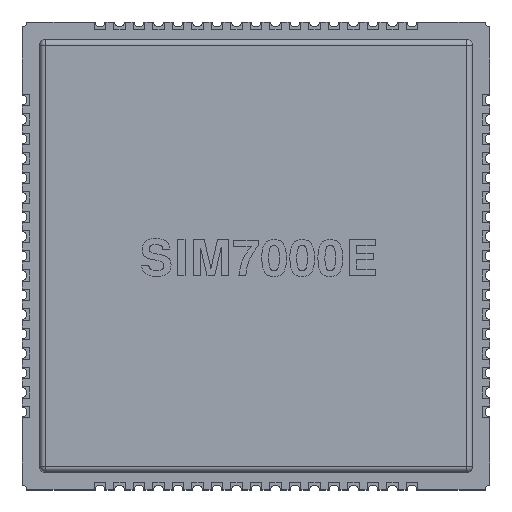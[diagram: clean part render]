
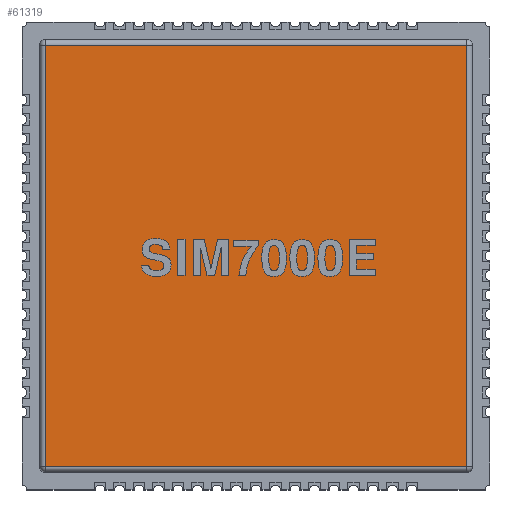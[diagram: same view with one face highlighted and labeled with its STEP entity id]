
A CAD part, top view. The second image highlights one B-rep face of the part: STEP entity #61319.
In plain terms, the highlighted planar face has unit normal (0, 0, 1).
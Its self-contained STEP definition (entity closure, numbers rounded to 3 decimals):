
#60606 = CYLINDRICAL_SURFACE('',#60607,0.3);
#60607 = AXIS2_PLACEMENT_3D('',#60608,#60609,#60610);
#60608 = CARTESIAN_POINT('',(-11.1,10.8,2.3));
#60609 = DIRECTION('',(1.,0.,0.));
#60610 = DIRECTION('',(0.,1.,0.));
#60950 = VERTEX_POINT('',#60951);
#60951 = CARTESIAN_POINT('',(-10.8,10.8,2.6));
#60971 = EDGE_CURVE('',#60950,#60972,#60974,.T.);
#60972 = VERTEX_POINT('',#60973);
#60973 = CARTESIAN_POINT('',(10.8,10.8,2.6));
#60974 = SURFACE_CURVE('',#60975,(#60979,#60986),.PCURVE_S1.);
#60975 = LINE('',#60976,#60977);
#60976 = CARTESIAN_POINT('',(-11.1,10.8,2.6));
#60977 = VECTOR('',#60978,1.);
#60978 = DIRECTION('',(1.,0.,0.));
#60979 = PCURVE('',#60606,#60980);
#60980 = DEFINITIONAL_REPRESENTATION('',(#60981),#60985);
#60981 = LINE('',#60982,#60983);
#60982 = CARTESIAN_POINT('',(1.571,0.));
#60983 = VECTOR('',#60984,1.);
#60984 = DIRECTION('',(0.,1.));
#60985 = ( GEOMETRIC_REPRESENTATION_CONTEXT(2) 
PARAMETRIC_REPRESENTATION_CONTEXT() REPRESENTATION_CONTEXT('2D SPACE',''
  ) );
#60986 = PCURVE('',#60987,#60992);
#60987 = PLANE('',#60988);
#60988 = AXIS2_PLACEMENT_3D('',#60989,#60990,#60991);
#60989 = CARTESIAN_POINT('',(0.,0.,2.6));
#60990 = DIRECTION('',(-0.,-0.,-1.));
#60991 = DIRECTION('',(-1.,0.,0.));
#60992 = DEFINITIONAL_REPRESENTATION('',(#60993),#60997);
#60993 = LINE('',#60994,#60995);
#60994 = CARTESIAN_POINT('',(11.1,10.8));
#60995 = VECTOR('',#60996,1.);
#60996 = DIRECTION('',(-1.,0.));
#60997 = ( GEOMETRIC_REPRESENTATION_CONTEXT(2) 
PARAMETRIC_REPRESENTATION_CONTEXT() REPRESENTATION_CONTEXT('2D SPACE',''
  ) );
#61063 = CYLINDRICAL_SURFACE('',#61064,0.3);
#61064 = AXIS2_PLACEMENT_3D('',#61065,#61066,#61067);
#61065 = CARTESIAN_POINT('',(-10.8,-11.1,2.3));
#61066 = DIRECTION('',(0.,1.,0.));
#61067 = DIRECTION('',(-1.,0.,0.));
#61097 = CYLINDRICAL_SURFACE('',#61098,0.3);
#61098 = AXIS2_PLACEMENT_3D('',#61099,#61100,#61101);
#61099 = CARTESIAN_POINT('',(10.8,11.1,2.3));
#61100 = DIRECTION('',(0.,-1.,0.));
#61101 = DIRECTION('',(1.,0.,0.));
#61255 = CYLINDRICAL_SURFACE('',#61256,0.3);
#61256 = AXIS2_PLACEMENT_3D('',#61257,#61258,#61259);
#61257 = CARTESIAN_POINT('',(11.1,-10.8,2.3));
#61258 = DIRECTION('',(-1.,0.,0.));
#61259 = DIRECTION('',(0.,-1.,0.));
#61319 = ADVANCED_FACE('',(#61320),#60987,.F.);
#61320 = FACE_BOUND('',#61321,.F.);
#61321 = EDGE_LOOP('',(#61322,#61347,#61368,#61369));
#61322 = ORIENTED_EDGE('',*,*,#61323,.T.);
#61323 = EDGE_CURVE('',#61324,#61326,#61328,.T.);
#61324 = VERTEX_POINT('',#61325);
#61325 = CARTESIAN_POINT('',(10.8,-10.8,2.6));
#61326 = VERTEX_POINT('',#61327);
#61327 = CARTESIAN_POINT('',(-10.8,-10.8,2.6));
#61328 = SURFACE_CURVE('',#61329,(#61333,#61340),.PCURVE_S1.);
#61329 = LINE('',#61330,#61331);
#61330 = CARTESIAN_POINT('',(11.1,-10.8,2.6));
#61331 = VECTOR('',#61332,1.);
#61332 = DIRECTION('',(-1.,0.,0.));
#61333 = PCURVE('',#60987,#61334);
#61334 = DEFINITIONAL_REPRESENTATION('',(#61335),#61339);
#61335 = LINE('',#61336,#61337);
#61336 = CARTESIAN_POINT('',(-11.1,-10.8));
#61337 = VECTOR('',#61338,1.);
#61338 = DIRECTION('',(1.,0.));
#61339 = ( GEOMETRIC_REPRESENTATION_CONTEXT(2) 
PARAMETRIC_REPRESENTATION_CONTEXT() REPRESENTATION_CONTEXT('2D SPACE',''
  ) );
#61340 = PCURVE('',#61255,#61341);
#61341 = DEFINITIONAL_REPRESENTATION('',(#61342),#61346);
#61342 = LINE('',#61343,#61344);
#61343 = CARTESIAN_POINT('',(1.571,0.));
#61344 = VECTOR('',#61345,1.);
#61345 = DIRECTION('',(0.,1.));
#61346 = ( GEOMETRIC_REPRESENTATION_CONTEXT(2) 
PARAMETRIC_REPRESENTATION_CONTEXT() REPRESENTATION_CONTEXT('2D SPACE',''
  ) );
#61347 = ORIENTED_EDGE('',*,*,#61348,.T.);
#61348 = EDGE_CURVE('',#61326,#60950,#61349,.T.);
#61349 = SURFACE_CURVE('',#61350,(#61354,#61361),.PCURVE_S1.);
#61350 = LINE('',#61351,#61352);
#61351 = CARTESIAN_POINT('',(-10.8,-11.1,2.6));
#61352 = VECTOR('',#61353,1.);
#61353 = DIRECTION('',(0.,1.,0.));
#61354 = PCURVE('',#60987,#61355);
#61355 = DEFINITIONAL_REPRESENTATION('',(#61356),#61360);
#61356 = LINE('',#61357,#61358);
#61357 = CARTESIAN_POINT('',(10.8,-11.1));
#61358 = VECTOR('',#61359,1.);
#61359 = DIRECTION('',(0.,1.));
#61360 = ( GEOMETRIC_REPRESENTATION_CONTEXT(2) 
PARAMETRIC_REPRESENTATION_CONTEXT() REPRESENTATION_CONTEXT('2D SPACE',''
  ) );
#61361 = PCURVE('',#61063,#61362);
#61362 = DEFINITIONAL_REPRESENTATION('',(#61363),#61367);
#61363 = LINE('',#61364,#61365);
#61364 = CARTESIAN_POINT('',(1.571,0.));
#61365 = VECTOR('',#61366,1.);
#61366 = DIRECTION('',(0.,1.));
#61367 = ( GEOMETRIC_REPRESENTATION_CONTEXT(2) 
PARAMETRIC_REPRESENTATION_CONTEXT() REPRESENTATION_CONTEXT('2D SPACE',''
  ) );
#61368 = ORIENTED_EDGE('',*,*,#60971,.T.);
#61369 = ORIENTED_EDGE('',*,*,#61370,.T.);
#61370 = EDGE_CURVE('',#60972,#61324,#61371,.T.);
#61371 = SURFACE_CURVE('',#61372,(#61376,#61383),.PCURVE_S1.);
#61372 = LINE('',#61373,#61374);
#61373 = CARTESIAN_POINT('',(10.8,11.1,2.6));
#61374 = VECTOR('',#61375,1.);
#61375 = DIRECTION('',(0.,-1.,0.));
#61376 = PCURVE('',#60987,#61377);
#61377 = DEFINITIONAL_REPRESENTATION('',(#61378),#61382);
#61378 = LINE('',#61379,#61380);
#61379 = CARTESIAN_POINT('',(-10.8,11.1));
#61380 = VECTOR('',#61381,1.);
#61381 = DIRECTION('',(0.,-1.));
#61382 = ( GEOMETRIC_REPRESENTATION_CONTEXT(2) 
PARAMETRIC_REPRESENTATION_CONTEXT() REPRESENTATION_CONTEXT('2D SPACE',''
  ) );
#61383 = PCURVE('',#61097,#61384);
#61384 = DEFINITIONAL_REPRESENTATION('',(#61385),#61389);
#61385 = LINE('',#61386,#61387);
#61386 = CARTESIAN_POINT('',(1.571,0.));
#61387 = VECTOR('',#61388,1.);
#61388 = DIRECTION('',(0.,1.));
#61389 = ( GEOMETRIC_REPRESENTATION_CONTEXT(2) 
PARAMETRIC_REPRESENTATION_CONTEXT() REPRESENTATION_CONTEXT('2D SPACE',''
  ) );
